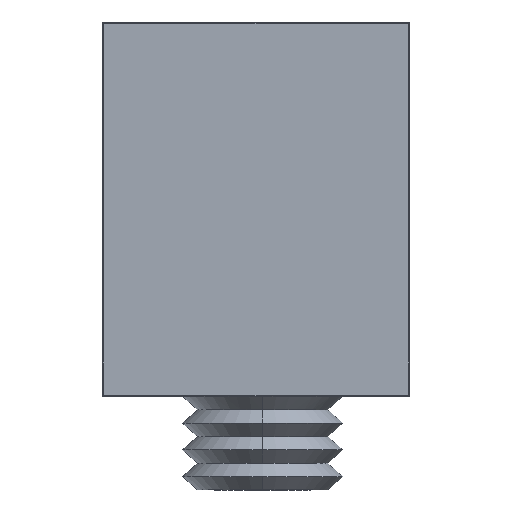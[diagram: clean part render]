
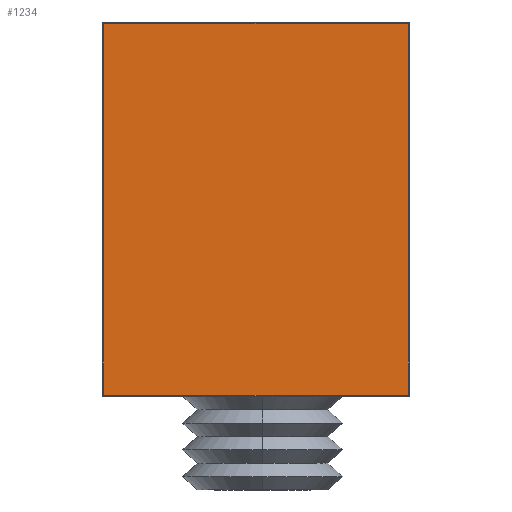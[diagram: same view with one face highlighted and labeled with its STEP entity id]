
A CAD part, front view. The second image highlights one B-rep face of the part: STEP entity #1234.
In plain terms, the highlighted planar face has unit normal (0, -1, 0).
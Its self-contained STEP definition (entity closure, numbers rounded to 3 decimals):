
#7 = FACE_OUTER_BOUND ( 'NONE', #495, .T. ) ;
#48 = DIRECTION ( 'NONE',  ( -1., 0., 0. ) ) ;
#78 = DIRECTION ( 'NONE',  ( 1., 0., 0. ) ) ;
#106 = VECTOR ( 'NONE', #404, 1000. ) ;
#113 = LINE ( 'NONE', #247, #106 ) ;
#124 = CARTESIAN_POINT ( 'NONE',  ( -5.95, -3., 0.05 ) ) ;
#170 = VECTOR ( 'NONE', #78, 1000. ) ;
#178 = VECTOR ( 'NONE', #770, 1000. ) ;
#189 = LINE ( 'NONE', #514, #170 ) ;
#193 = VECTOR ( 'NONE', #380, 1000. ) ;
#197 = LINE ( 'NONE', #1112, #178 ) ;
#206 = LINE ( 'NONE', #1563, #193 ) ;
#226 = EDGE_CURVE ( 'NONE', #523, #1042, #206, .T. ) ;
#236 = EDGE_CURVE ( 'NONE', #1548, #523, #197, .T. ) ;
#241 = EDGE_CURVE ( 'NONE', #1068, #1548, #189, .T. ) ;
#247 = CARTESIAN_POINT ( 'NONE',  ( -5.95, -3., 7. ) ) ;
#326 = EDGE_CURVE ( 'NONE', #1042, #1068, #113, .T. ) ;
#380 = DIRECTION ( 'NONE',  ( -1., 0., 0. ) ) ;
#404 = DIRECTION ( 'NONE',  ( 0., 0., 1. ) ) ;
#495 = EDGE_LOOP ( 'NONE', ( #904, #914, #915, #870 ) ) ;
#514 = CARTESIAN_POINT ( 'NONE',  ( -0.25, -3., 13.95 ) ) ;
#523 = VERTEX_POINT ( 'NONE', #1362 ) ;
#734 = AXIS2_PLACEMENT_3D ( 'NONE', #740, #859, #48 ) ;
#740 = CARTESIAN_POINT ( 'NONE',  ( 5.678, -3., 14.228 ) ) ;
#770 = DIRECTION ( 'NONE',  ( 0., 0., -1. ) ) ;
#837 = CARTESIAN_POINT ( 'NONE',  ( 5.45, -3., 13.95 ) ) ;
#859 = DIRECTION ( 'NONE',  ( 0., -1., 0. ) ) ;
#870 = ORIENTED_EDGE ( 'NONE', *, *, #241, .F. ) ;
#904 = ORIENTED_EDGE ( 'NONE', *, *, #326, .F. ) ;
#914 = ORIENTED_EDGE ( 'NONE', *, *, #226, .F. ) ;
#915 = ORIENTED_EDGE ( 'NONE', *, *, #236, .F. ) ;
#1042 = VERTEX_POINT ( 'NONE', #124 ) ;
#1068 = VERTEX_POINT ( 'NONE', #1170 ) ;
#1112 = CARTESIAN_POINT ( 'NONE',  ( 5.45, -3., 7. ) ) ;
#1170 = CARTESIAN_POINT ( 'NONE',  ( -5.95, -3., 13.95 ) ) ;
#1234 = ADVANCED_FACE ( 'NONE', ( #7 ), #1297, .T. ) ;
#1297 = PLANE ( 'NONE',  #734 ) ;
#1362 = CARTESIAN_POINT ( 'NONE',  ( 5.45, -3., 0.05 ) ) ;
#1548 = VERTEX_POINT ( 'NONE', #837 ) ;
#1563 = CARTESIAN_POINT ( 'NONE',  ( -0.25, -3., 0.05 ) ) ;
